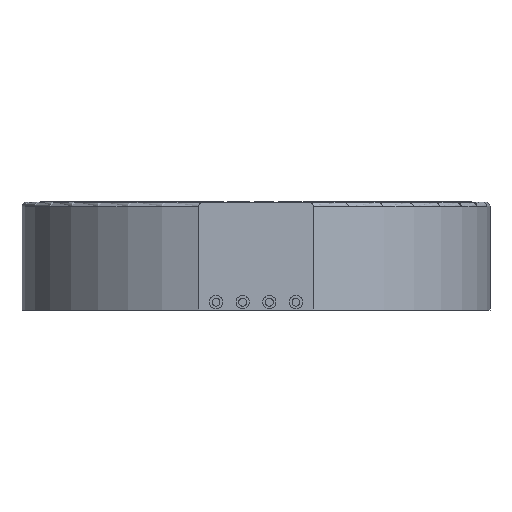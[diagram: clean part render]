
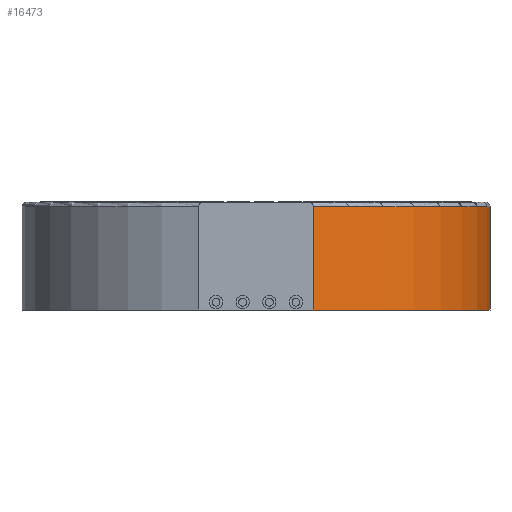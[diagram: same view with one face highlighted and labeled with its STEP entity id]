
A CAD part, front view. The second image highlights one B-rep face of the part: STEP entity #16473.
In plain terms, the highlighted cylindrical face has radius 26 mm (diameter 52 mm), a partial arc.
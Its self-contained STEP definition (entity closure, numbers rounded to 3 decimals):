
#704 = CARTESIAN_POINT ( 'NONE',  ( 6.35, -25.213, -12. ) ) ;
#967 = AXIS2_PLACEMENT_3D ( 'NONE', #2609, #9123, #15827 ) ;
#2609 = CARTESIAN_POINT ( 'NONE',  ( 0., 0., -12. ) ) ;
#2821 = EDGE_CURVE ( 'NONE', #14328, #16884, #12463, .T. ) ;
#3029 = ORIENTED_EDGE ( 'NONE', *, *, #17374, .T. ) ;
#4683 = CYLINDRICAL_SURFACE ( 'NONE', #8253, 26. ) ;
#4962 = CARTESIAN_POINT ( 'NONE',  ( 0., 0., -0.5 ) ) ;
#4963 = ORIENTED_EDGE ( 'NONE', *, *, #10545, .T. ) ;
#5067 = CIRCLE ( 'NONE', #967, 26. ) ;
#5862 = EDGE_CURVE ( 'NONE', #20580, #16884, #21013, .T. ) ;
#6192 = LINE ( 'NONE', #20817, #13053 ) ;
#6262 = CARTESIAN_POINT ( 'NONE',  ( 6.35, -25.213, -12. ) ) ;
#6355 = DIRECTION ( 'NONE',  ( 1., 0., 0. ) ) ;
#7782 = CARTESIAN_POINT ( 'NONE',  ( 0., 0., -12. ) ) ;
#7868 = CARTESIAN_POINT ( 'NONE',  ( 6.35, -25.213, -0.5 ) ) ;
#8253 = AXIS2_PLACEMENT_3D ( 'NONE', #7782, #20701, #14091 ) ;
#8998 = EDGE_LOOP ( 'NONE', ( #4963, #3029, #18904, #18448 ) ) ;
#9123 = DIRECTION ( 'NONE',  ( 0., 0., 1. ) ) ;
#9577 = CARTESIAN_POINT ( 'NONE',  ( 26., 0., -12. ) ) ;
#9716 = DIRECTION ( 'NONE',  ( 0., 0., 1. ) ) ;
#10545 = EDGE_CURVE ( 'NONE', #14328, #13526, #5067, .T. ) ;
#10806 = CARTESIAN_POINT ( 'NONE',  ( 26., 0., -0.5 ) ) ;
#11820 = AXIS2_PLACEMENT_3D ( 'NONE', #4962, #19697, #6355 ) ;
#12463 = LINE ( 'NONE', #6262, #20139 ) ;
#12783 = DIRECTION ( 'NONE',  ( 0., 0., 1. ) ) ;
#13053 = VECTOR ( 'NONE', #9716, 1000. ) ;
#13526 = VERTEX_POINT ( 'NONE', #9577 ) ;
#14091 = DIRECTION ( 'NONE',  ( 1., 0., 0. ) ) ;
#14328 = VERTEX_POINT ( 'NONE', #704 ) ;
#15827 = DIRECTION ( 'NONE',  ( 1., 0., 0. ) ) ;
#16473 = ADVANCED_FACE ( 'NONE', ( #19425 ), #4683, .T. ) ;
#16884 = VERTEX_POINT ( 'NONE', #7868 ) ;
#17374 = EDGE_CURVE ( 'NONE', #13526, #20580, #6192, .T. ) ;
#18448 = ORIENTED_EDGE ( 'NONE', *, *, #2821, .F. ) ;
#18904 = ORIENTED_EDGE ( 'NONE', *, *, #5862, .T. ) ;
#19425 = FACE_OUTER_BOUND ( 'NONE', #8998, .T. ) ;
#19697 = DIRECTION ( 'NONE',  ( 0., 0., -1. ) ) ;
#20139 = VECTOR ( 'NONE', #12783, 1000. ) ;
#20580 = VERTEX_POINT ( 'NONE', #10806 ) ;
#20701 = DIRECTION ( 'NONE',  ( 0., 0., 1. ) ) ;
#20817 = CARTESIAN_POINT ( 'NONE',  ( 26., 0., -12. ) ) ;
#21013 = CIRCLE ( 'NONE', #11820, 26. ) ;
